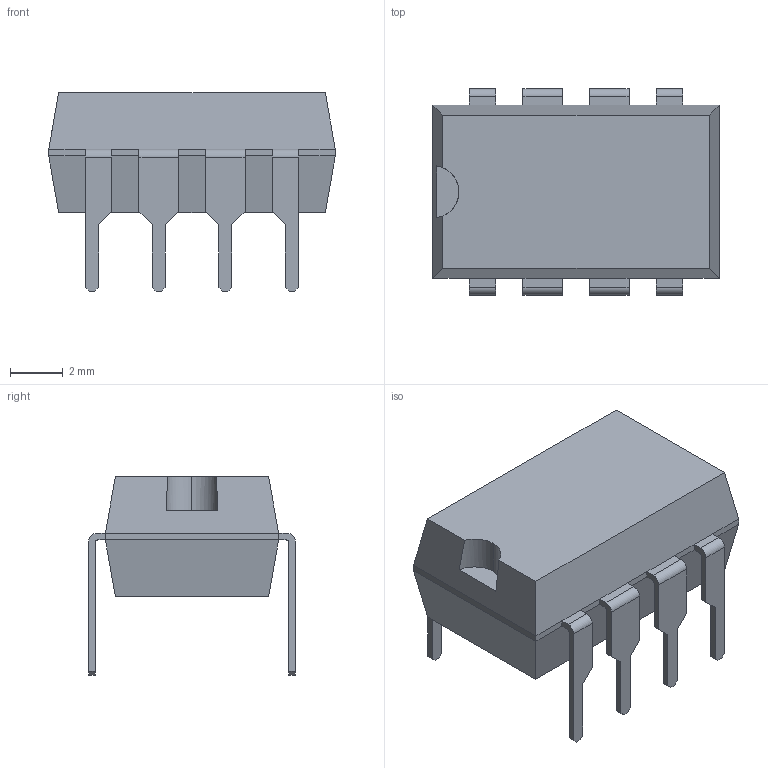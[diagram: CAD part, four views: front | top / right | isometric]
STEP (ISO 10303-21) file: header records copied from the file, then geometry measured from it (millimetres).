
FILE_DESCRIPTION (( 'STEP AP214' ), '1' );
FILE_NAME ('534FEBA0-DE9D-4162-9A62-EAC25A7AA205.STEP', '2008-07-25T12:04:13', ( 'SysAdmin' ), ( 'SolidWorks' ), 'SwSTEP 2.0', 'SolidWorks 2008', '' );
FILE_SCHEMA (( 'AUTOMOTIVE_DESIGN' ));
Length unit declared in the file: millimetre
Products named in the file (1): 534FEBA0-DE9D-4162-9A62-EAC25A7AA205
Bounding box: 10.92 x 7.87 x 7.57 mm (x, y, z)
Volume: 310.1 mm3; surface area: 377.7 mm2
Topology: 1 solids, 1 shells, 137 faces, 365 edges, 230 vertices
Faces by surface type: plane 119, cylinder 18
Entity records: 4453 total; most frequent: CARTESIAN_POINT 739, ORIENTED_EDGE 730, DIRECTION 675, EDGE_CURVE 365, VECTOR 327, LINE 327, VERTEX_POINT 230, AXIS2_PLACEMENT_3D 174
